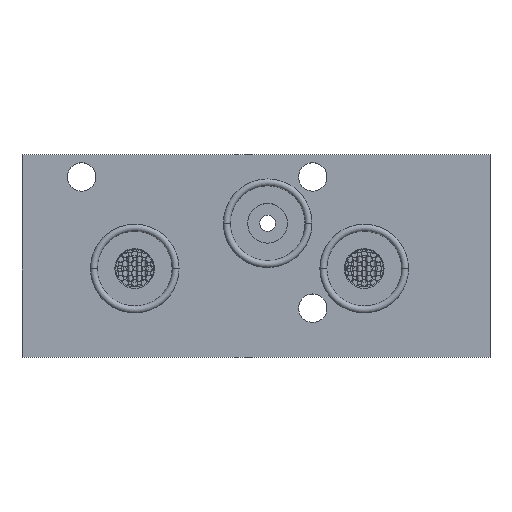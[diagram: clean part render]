
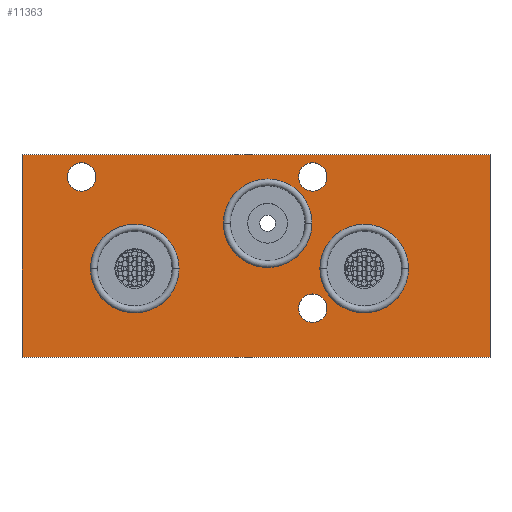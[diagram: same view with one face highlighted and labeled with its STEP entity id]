
A CAD part, top view. The second image highlights one B-rep face of the part: STEP entity #11363.
In plain terms, the highlighted planar face has unit normal (0, 0, 1).
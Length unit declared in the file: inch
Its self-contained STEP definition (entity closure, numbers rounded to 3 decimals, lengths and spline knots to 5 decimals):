
#208=DIRECTION('',(1.,0.,0.));
#209=VECTOR('',#208,4.62);
#210=CARTESIAN_POINT('',(0.,0.,0.45));
#211=LINE('',#210,#209);
#212=DIRECTION('',(0.,-1.,0.));
#213=VECTOR('',#212,2.);
#214=CARTESIAN_POINT('',(0.,2.,0.45));
#215=LINE('',#214,#213);
#216=DIRECTION('',(-1.,0.,0.));
#217=VECTOR('',#216,4.62);
#218=CARTESIAN_POINT('',(4.62,2.,0.45));
#219=LINE('',#218,#217);
#220=DIRECTION('',(0.,1.,0.));
#221=VECTOR('',#220,2.);
#222=CARTESIAN_POINT('',(4.62,0.,0.45));
#223=LINE('',#222,#221);
#224=CARTESIAN_POINT('',(1.113,0.875,0.45));
#225=DIRECTION('',(0.,0.,1.));
#226=DIRECTION('',(1.,0.,0.));
#227=AXIS2_PLACEMENT_3D('',#224,#225,#226);
#229=CARTESIAN_POINT('',(1.113,0.875,0.45));
#230=DIRECTION('',(0.,0.,1.));
#231=DIRECTION('',(-1.,0.,0.));
#232=AXIS2_PLACEMENT_3D('',#229,#230,#231);
#234=CARTESIAN_POINT('',(3.378,0.875,0.45));
#235=DIRECTION('',(0.,0.,1.));
#236=DIRECTION('',(1.,0.,0.));
#237=AXIS2_PLACEMENT_3D('',#234,#235,#236);
#239=CARTESIAN_POINT('',(3.378,0.875,0.45));
#240=DIRECTION('',(0.,0.,1.));
#241=DIRECTION('',(-1.,0.,0.));
#242=AXIS2_PLACEMENT_3D('',#239,#240,#241);
#244=CARTESIAN_POINT('',(2.425,1.323,0.45));
#245=DIRECTION('',(0.,0.,1.));
#246=DIRECTION('',(1.,0.,0.));
#247=AXIS2_PLACEMENT_3D('',#244,#245,#246);
#249=CARTESIAN_POINT('',(2.425,1.323,0.45));
#250=DIRECTION('',(0.,0.,1.));
#251=DIRECTION('',(-1.,0.,0.));
#252=AXIS2_PLACEMENT_3D('',#249,#250,#251);
#254=CARTESIAN_POINT('',(2.87,1.78,0.45));
#255=DIRECTION('',(0.,0.,1.));
#256=DIRECTION('',(1.,0.,0.));
#257=AXIS2_PLACEMENT_3D('',#254,#255,#256);
#259=CARTESIAN_POINT('',(2.87,1.78,0.45));
#260=DIRECTION('',(0.,0.,1.));
#261=DIRECTION('',(-1.,0.,0.));
#262=AXIS2_PLACEMENT_3D('',#259,#260,#261);
#264=CARTESIAN_POINT('',(2.87,0.484,0.45));
#265=DIRECTION('',(0.,0.,1.));
#266=DIRECTION('',(1.,0.,0.));
#267=AXIS2_PLACEMENT_3D('',#264,#265,#266);
#269=CARTESIAN_POINT('',(2.87,0.484,0.45));
#270=DIRECTION('',(0.,0.,1.));
#271=DIRECTION('',(-1.,0.,0.));
#272=AXIS2_PLACEMENT_3D('',#269,#270,#271);
#274=CARTESIAN_POINT('',(0.589,1.78,0.45));
#275=DIRECTION('',(0.,0.,1.));
#276=DIRECTION('',(1.,0.,0.));
#277=AXIS2_PLACEMENT_3D('',#274,#275,#276);
#279=CARTESIAN_POINT('',(0.589,1.78,0.45));
#280=DIRECTION('',(0.,0.,1.));
#281=DIRECTION('',(-1.,0.,0.));
#282=AXIS2_PLACEMENT_3D('',#279,#280,#281);
#9142=CARTESIAN_POINT('',(0.,0.,0.45));
#9143=CARTESIAN_POINT('',(4.62,0.,0.45));
#9144=VERTEX_POINT('',#9142);
#9145=VERTEX_POINT('',#9143);
#9146=CARTESIAN_POINT('',(4.62,2.,0.45));
#9147=VERTEX_POINT('',#9146);
#9148=CARTESIAN_POINT('',(0.,2.,0.45));
#9149=VERTEX_POINT('',#9148);
#9166=CARTESIAN_POINT('',(1.5505,0.875,0.45));
#9167=CARTESIAN_POINT('',(0.6755,0.875,0.45));
#9168=VERTEX_POINT('',#9166);
#9169=VERTEX_POINT('',#9167);
#9170=CARTESIAN_POINT('',(3.8155,0.875,0.45));
#9171=CARTESIAN_POINT('',(2.9405,0.875,0.45));
#9172=VERTEX_POINT('',#9170);
#9173=VERTEX_POINT('',#9171);
#9234=CARTESIAN_POINT('',(3.0105,1.78,0.45));
#9235=CARTESIAN_POINT('',(2.7295,1.78,0.45));
#9236=VERTEX_POINT('',#9234);
#9237=VERTEX_POINT('',#9235);
#9238=CARTESIAN_POINT('',(3.0105,0.484,0.45));
#9239=CARTESIAN_POINT('',(2.7295,0.484,0.45));
#9240=VERTEX_POINT('',#9238);
#9241=VERTEX_POINT('',#9239);
#9242=CARTESIAN_POINT('',(0.7295,1.78,0.45));
#9243=CARTESIAN_POINT('',(0.4485,1.78,0.45));
#9244=VERTEX_POINT('',#9242);
#9245=VERTEX_POINT('',#9243);
#9254=CARTESIAN_POINT('',(2.8625,1.323,0.45));
#9255=CARTESIAN_POINT('',(1.9875,1.323,0.45));
#9256=VERTEX_POINT('',#9254);
#9257=VERTEX_POINT('',#9255);
#11316=CARTESIAN_POINT('',(0.,0.,0.45));
#11317=DIRECTION('',(0.,0.,1.));
#11318=DIRECTION('',(1.,0.,0.));
#11319=AXIS2_PLACEMENT_3D('',#11316,#11317,#11318);
#11320=PLANE('',#11319);
#11321=ORIENTED_EDGE('',*,*,#11268,.F.);
#11322=ORIENTED_EDGE('',*,*,#11283,.F.);
#11323=ORIENTED_EDGE('',*,*,#11297,.F.);
#11324=ORIENTED_EDGE('',*,*,#11310,.F.);
#11325=EDGE_LOOP('',(#11321,#11322,#11323,#11324));
#11326=FACE_OUTER_BOUND('',#11325,.F.);
#11328=ORIENTED_EDGE('',*,*,#11327,.T.);
#11330=ORIENTED_EDGE('',*,*,#11329,.T.);
#11331=EDGE_LOOP('',(#11328,#11330));
#11332=FACE_BOUND('',#11331,.F.);
#11334=ORIENTED_EDGE('',*,*,#11333,.T.);
#11336=ORIENTED_EDGE('',*,*,#11335,.T.);
#11337=EDGE_LOOP('',(#11334,#11336));
#11338=FACE_BOUND('',#11337,.F.);
#11340=ORIENTED_EDGE('',*,*,#11339,.T.);
#11342=ORIENTED_EDGE('',*,*,#11341,.T.);
#11343=EDGE_LOOP('',(#11340,#11342));
#11344=FACE_BOUND('',#11343,.F.);
#11346=ORIENTED_EDGE('',*,*,#11345,.T.);
#11348=ORIENTED_EDGE('',*,*,#11347,.T.);
#11349=EDGE_LOOP('',(#11346,#11348));
#11350=FACE_BOUND('',#11349,.F.);
#11352=ORIENTED_EDGE('',*,*,#11351,.T.);
#11354=ORIENTED_EDGE('',*,*,#11353,.T.);
#11355=EDGE_LOOP('',(#11352,#11354));
#11356=FACE_BOUND('',#11355,.F.);
#11358=ORIENTED_EDGE('',*,*,#11357,.T.);
#11360=ORIENTED_EDGE('',*,*,#11359,.T.);
#11361=EDGE_LOOP('',(#11358,#11360));
#11362=FACE_BOUND('',#11361,.F.);
#228=CIRCLE('',#227,0.4375);
#233=CIRCLE('',#232,0.4375);
#238=CIRCLE('',#237,0.4375);
#243=CIRCLE('',#242,0.4375);
#248=CIRCLE('',#247,0.4375);
#253=CIRCLE('',#252,0.4375);
#258=CIRCLE('',#257,0.1405);
#263=CIRCLE('',#262,0.1405);
#268=CIRCLE('',#267,0.1405);
#273=CIRCLE('',#272,0.1405);
#278=CIRCLE('',#277,0.1405);
#283=CIRCLE('',#282,0.1405);
#11268=EDGE_CURVE('',#9144,#9145,#211,.T.);
#11283=EDGE_CURVE('',#9149,#9144,#215,.T.);
#11297=EDGE_CURVE('',#9147,#9149,#219,.T.);
#11310=EDGE_CURVE('',#9145,#9147,#223,.T.);
#11327=EDGE_CURVE('',#9168,#9169,#228,.T.);
#11329=EDGE_CURVE('',#9169,#9168,#233,.T.);
#11333=EDGE_CURVE('',#9172,#9173,#238,.T.);
#11335=EDGE_CURVE('',#9173,#9172,#243,.T.);
#11339=EDGE_CURVE('',#9256,#9257,#248,.T.);
#11341=EDGE_CURVE('',#9257,#9256,#253,.T.);
#11345=EDGE_CURVE('',#9236,#9237,#258,.T.);
#11347=EDGE_CURVE('',#9237,#9236,#263,.T.);
#11351=EDGE_CURVE('',#9240,#9241,#268,.T.);
#11353=EDGE_CURVE('',#9241,#9240,#273,.T.);
#11357=EDGE_CURVE('',#9244,#9245,#278,.T.);
#11359=EDGE_CURVE('',#9245,#9244,#283,.T.);
#11363=ADVANCED_FACE('',(#11326,#11332,#11338,#11344,#11350,#11356,#11362),
#11320,.T.);
